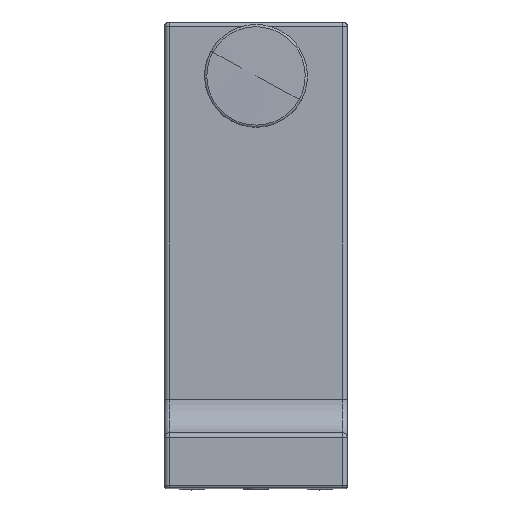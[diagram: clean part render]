
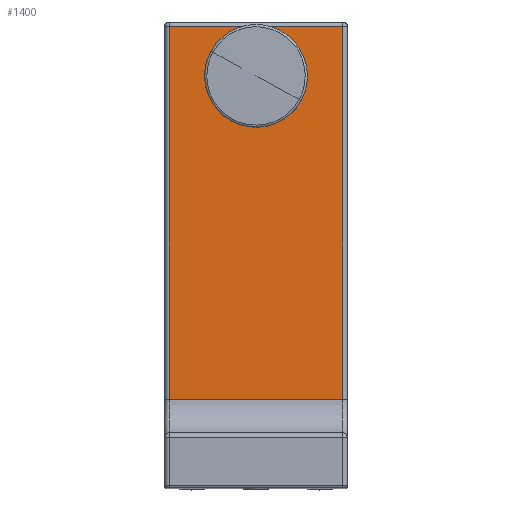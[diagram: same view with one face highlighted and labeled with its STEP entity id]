
A CAD part, top view. The second image highlights one B-rep face of the part: STEP entity #1400.
In plain terms, the highlighted planar face has unit normal (0, 0, 1).
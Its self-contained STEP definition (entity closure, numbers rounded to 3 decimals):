
#1169=CARTESIAN_POINT('Line Origine',(0.,101.,20.)) ;
#1173=CARTESIAN_POINT('Vertex',(-19.,101.,20.)) ;
#1175=CARTESIAN_POINT('Vertex',(19.,101.,20.)) ;
#1229=CARTESIAN_POINT('Vertex',(-19.,19.5,20.)) ;
#1232=CARTESIAN_POINT('Line Origine',(-19.,51.,20.)) ;
#1296=CARTESIAN_POINT('Vertex',(19.,19.5,20.)) ;
#1299=CARTESIAN_POINT('Line Origine',(-9.39,19.5,20.)) ;
#1359=CARTESIAN_POINT('Line Origine',(19.,51.,20.)) ;
#1371=CARTESIAN_POINT('Axis2P3D Location',(0.,19.5,20.)) ;
#1382=CARTESIAN_POINT('Axis2P3D Location',(0.,90.,20.)) ;
#1386=CARTESIAN_POINT('Vertex',(-7.459,94.075,20.)) ;
#1388=CARTESIAN_POINT('Vertex',(7.459,85.925,20.)) ;
#1391=CARTESIAN_POINT('Axis2P3D Location',(0.,90.,20.)) ;
#1171=VECTOR('Line Direction',#1170,1.) ;
#1234=VECTOR('Line Direction',#1233,1.) ;
#1301=VECTOR('Line Direction',#1300,1.) ;
#1361=VECTOR('Line Direction',#1360,1.) ;
#1170=DIRECTION('Vector Direction',(1.,0.,0.)) ;
#1233=DIRECTION('Vector Direction',(0.,1.,0.)) ;
#1300=DIRECTION('Vector Direction',(-1.,0.,0.)) ;
#1360=DIRECTION('Vector Direction',(0.,1.,0.)) ;
#1372=DIRECTION('Axis2P3D Direction',(0.,0.,-1.)) ;
#1373=DIRECTION('Axis2P3D XDirection',(0.,1.,0.)) ;
#1383=DIRECTION('Axis2P3D Direction',(0.,0.,-1.)) ;
#1392=DIRECTION('Axis2P3D Direction',(0.,0.,-1.)) ;
#1374=AXIS2_PLACEMENT_3D('Plane Axis2P3D',#1371,#1372,#1373) ;
#1384=AXIS2_PLACEMENT_3D('Circle Axis2P3D',#1382,#1383,$) ;
#1393=AXIS2_PLACEMENT_3D('Circle Axis2P3D',#1391,#1392,$) ;
#1172=LINE('Line',#1169,#1171) ;
#1235=LINE('Line',#1232,#1234) ;
#1302=LINE('Line',#1299,#1301) ;
#1362=LINE('Line',#1359,#1361) ;
#1385=CIRCLE('generated circle',#1384,8.5) ;
#1394=CIRCLE('generated circle',#1393,8.5) ;
#1375=PLANE('',#1374) ;
#1399=FACE_BOUND('',#1396,.T.) ;
#1177=EDGE_CURVE('',#1174,#1176,#1172,.T.) ;
#1236=EDGE_CURVE('',#1230,#1174,#1235,.T.) ;
#1303=EDGE_CURVE('',#1230,#1297,#1302,.F.) ;
#1363=EDGE_CURVE('',#1297,#1176,#1362,.T.) ;
#1390=EDGE_CURVE('',#1387,#1389,#1385,.T.) ;
#1395=EDGE_CURVE('',#1389,#1387,#1394,.T.) ;
#1377=ORIENTED_EDGE('',*,*,#1236,.F.) ;
#1378=ORIENTED_EDGE('',*,*,#1303,.T.) ;
#1379=ORIENTED_EDGE('',*,*,#1363,.T.) ;
#1380=ORIENTED_EDGE('',*,*,#1177,.F.) ;
#1397=ORIENTED_EDGE('',*,*,#1390,.T.) ;
#1398=ORIENTED_EDGE('',*,*,#1395,.T.) ;
#1376=EDGE_LOOP('',(#1377,#1378,#1379,#1380)) ;
#1396=EDGE_LOOP('',(#1397,#1398)) ;
#1174=VERTEX_POINT('',#1173) ;
#1176=VERTEX_POINT('',#1175) ;
#1230=VERTEX_POINT('',#1229) ;
#1297=VERTEX_POINT('',#1296) ;
#1387=VERTEX_POINT('',#1386) ;
#1389=VERTEX_POINT('',#1388) ;
#1400=ADVANCED_FACE('Hauptk\X2\00F6\X0\rper',(#1381,#1399),#1375,.F.) ;
#1381=FACE_OUTER_BOUND('',#1376,.T.) ;
